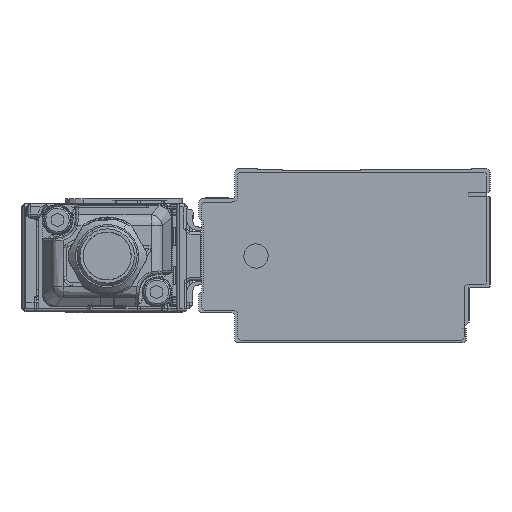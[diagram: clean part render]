
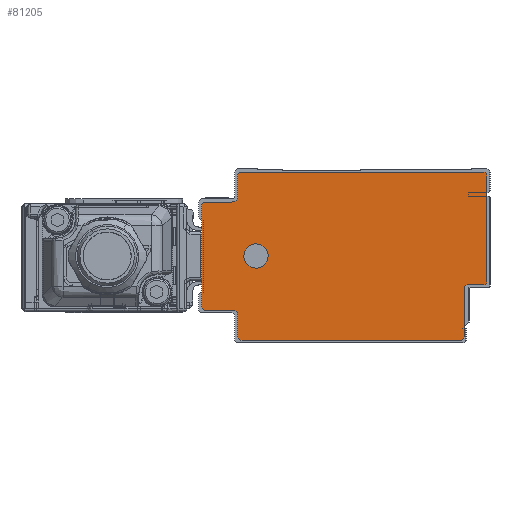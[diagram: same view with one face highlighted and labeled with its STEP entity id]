
A CAD part, left-side view. The second image highlights one B-rep face of the part: STEP entity #81205.
In plain terms, the highlighted planar face has unit normal (-1, 0, 0).
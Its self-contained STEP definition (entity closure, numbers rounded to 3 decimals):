
#78753=AXIS2_PLACEMENT_3D('Circle Axis2P3D',#78751,#78752,$) ;
#78791=AXIS2_PLACEMENT_3D('Circle Axis2P3D',#78789,#78790,$) ;
#78829=AXIS2_PLACEMENT_3D('Circle Axis2P3D',#78827,#78828,$) ;
#78867=AXIS2_PLACEMENT_3D('Circle Axis2P3D',#78865,#78866,$) ;
#81075=AXIS2_PLACEMENT_3D('Circle Axis2P3D',#81073,#81074,$) ;
#81095=AXIS2_PLACEMENT_3D('Plane Axis2P3D',#81092,#81093,#81094) ;
#81099=AXIS2_PLACEMENT_3D('Circle Axis2P3D',#81097,#81098,$) ;
#81113=AXIS2_PLACEMENT_3D('Circle Axis2P3D',#81111,#81112,$) ;
#81127=AXIS2_PLACEMENT_3D('Circle Axis2P3D',#81125,#81126,$) ;
#81141=AXIS2_PLACEMENT_3D('Circle Axis2P3D',#81139,#81140,$) ;
#81155=AXIS2_PLACEMENT_3D('Circle Axis2P3D',#81153,#81154,$) ;
#81189=AXIS2_PLACEMENT_3D('Circle Axis2P3D',#81187,#81188,$) ;
#81198=AXIS2_PLACEMENT_3D('Circle Axis2P3D',#81196,#81197,$) ;
#78709=CARTESIAN_POINT('Line Origine',(-2975.5,-3.5,19.1)) ;
#78713=CARTESIAN_POINT('Vertex',(-2975.5,-3.5,28.)) ;
#78715=CARTESIAN_POINT('Vertex',(-2975.5,-3.5,10.2)) ;
#78751=CARTESIAN_POINT('Axis2P3D Location',(-2975.5,-3.,28.)) ;
#78755=CARTESIAN_POINT('Vertex',(-2975.5,-3.,28.5)) ;
#78770=CARTESIAN_POINT('Line Origine',(-2975.5,17.25,28.5)) ;
#78774=CARTESIAN_POINT('Vertex',(-2975.5,37.5,28.5)) ;
#78789=CARTESIAN_POINT('Axis2P3D Location',(-2975.5,37.5,28.)) ;
#78793=CARTESIAN_POINT('Vertex',(-2975.5,38.,28.)) ;
#78808=CARTESIAN_POINT('Line Origine',(-2975.5,38.,26.25)) ;
#78812=CARTESIAN_POINT('Vertex',(-2975.5,38.,24.5)) ;
#78827=CARTESIAN_POINT('Axis2P3D Location',(-2975.5,39.,24.5)) ;
#78831=CARTESIAN_POINT('Vertex',(-2975.5,39.,23.5)) ;
#78846=CARTESIAN_POINT('Line Origine',(-2975.5,41.25,23.5)) ;
#78850=CARTESIAN_POINT('Vertex',(-2975.5,43.5,23.5)) ;
#78865=CARTESIAN_POINT('Axis2P3D Location',(-2975.5,43.5,23.)) ;
#78869=CARTESIAN_POINT('Vertex',(-2975.5,44.,23.)) ;
#78884=CARTESIAN_POINT('Line Origine',(-2975.5,44.,14.5)) ;
#78888=CARTESIAN_POINT('Vertex',(-2975.5,44.,6.)) ;
#81073=CARTESIAN_POINT('Axis2P3D Location',(-2975.5,-3.,10.2)) ;
#81077=CARTESIAN_POINT('Vertex',(-2975.5,-3.,9.7)) ;
#81092=CARTESIAN_POINT('Axis2P3D Location',(-2975.5,0.,0.)) ;
#81097=CARTESIAN_POINT('Axis2P3D Location',(-2975.5,43.5,6.)) ;
#81101=CARTESIAN_POINT('Vertex',(-2975.5,43.5,5.5)) ;
#81104=CARTESIAN_POINT('Line Origine',(-2975.5,41.25,5.5)) ;
#81108=CARTESIAN_POINT('Vertex',(-2975.5,39.,5.5)) ;
#81111=CARTESIAN_POINT('Axis2P3D Location',(-2975.5,39.,4.5)) ;
#81115=CARTESIAN_POINT('Vertex',(-2975.5,38.,4.5)) ;
#81118=CARTESIAN_POINT('Line Origine',(-2975.5,38.,2.75)) ;
#81122=CARTESIAN_POINT('Vertex',(-2975.5,38.,1.)) ;
#81125=CARTESIAN_POINT('Axis2P3D Location',(-2975.5,37.5,1.)) ;
#81129=CARTESIAN_POINT('Vertex',(-2975.5,37.5,0.5)) ;
#81132=CARTESIAN_POINT('Line Origine',(-2975.5,19.15,0.5)) ;
#81136=CARTESIAN_POINT('Vertex',(-2975.5,0.8,0.5)) ;
#81139=CARTESIAN_POINT('Axis2P3D Location',(-2975.5,0.8,1.)) ;
#81143=CARTESIAN_POINT('Vertex',(-2975.5,0.3,1.)) ;
#81146=CARTESIAN_POINT('Line Origine',(-2975.5,0.3,5.1)) ;
#81150=CARTESIAN_POINT('Vertex',(-2975.5,0.3,9.2)) ;
#81153=CARTESIAN_POINT('Axis2P3D Location',(-2975.5,-0.2,9.2)) ;
#81157=CARTESIAN_POINT('Vertex',(-2975.5,-0.2,9.7)) ;
#81160=CARTESIAN_POINT('Line Origine',(-2975.5,-1.6,9.7)) ;
#81187=CARTESIAN_POINT('Axis2P3D Location',(-2975.5,35.,14.5)) ;
#81191=CARTESIAN_POINT('Vertex',(-2975.5,33.186,13.509)) ;
#81193=CARTESIAN_POINT('Vertex',(-2975.5,36.814,15.491)) ;
#81196=CARTESIAN_POINT('Axis2P3D Location',(-2975.5,35.,14.5)) ;
#78710=DIRECTION('Vector Direction',(0.,0.,-1.)) ;
#78752=DIRECTION('Axis2P3D Direction',(1.,0.,0.)) ;
#78771=DIRECTION('Vector Direction',(0.,1.,0.)) ;
#78790=DIRECTION('Axis2P3D Direction',(1.,0.,0.)) ;
#78809=DIRECTION('Vector Direction',(0.,0.,1.)) ;
#78828=DIRECTION('Axis2P3D Direction',(1.,0.,0.)) ;
#78847=DIRECTION('Vector Direction',(0.,1.,0.)) ;
#78866=DIRECTION('Axis2P3D Direction',(1.,0.,0.)) ;
#78885=DIRECTION('Vector Direction',(0.,0.,1.)) ;
#81074=DIRECTION('Axis2P3D Direction',(1.,0.,0.)) ;
#81093=DIRECTION('Axis2P3D Direction',(1.,0.,0.)) ;
#81094=DIRECTION('Axis2P3D XDirection',(0.,1.,0.)) ;
#81098=DIRECTION('Axis2P3D Direction',(1.,0.,0.)) ;
#81105=DIRECTION('Vector Direction',(0.,-1.,0.)) ;
#81112=DIRECTION('Axis2P3D Direction',(1.,0.,0.)) ;
#81119=DIRECTION('Vector Direction',(0.,0.,1.)) ;
#81126=DIRECTION('Axis2P3D Direction',(1.,0.,0.)) ;
#81133=DIRECTION('Vector Direction',(0.,-1.,0.)) ;
#81140=DIRECTION('Axis2P3D Direction',(1.,0.,0.)) ;
#81147=DIRECTION('Vector Direction',(0.,0.,-1.)) ;
#81154=DIRECTION('Axis2P3D Direction',(1.,0.,0.)) ;
#81161=DIRECTION('Vector Direction',(0.,1.,0.)) ;
#81188=DIRECTION('Axis2P3D Direction',(1.,0.,0.)) ;
#81197=DIRECTION('Axis2P3D Direction',(1.,0.,0.)) ;
#78711=VECTOR('Line Direction',#78710,1.) ;
#78772=VECTOR('Line Direction',#78771,1.) ;
#78810=VECTOR('Line Direction',#78809,1.) ;
#78848=VECTOR('Line Direction',#78847,1.) ;
#78886=VECTOR('Line Direction',#78885,1.) ;
#81106=VECTOR('Line Direction',#81105,1.) ;
#81120=VECTOR('Line Direction',#81119,1.) ;
#81134=VECTOR('Line Direction',#81133,1.) ;
#81148=VECTOR('Line Direction',#81147,1.) ;
#81162=VECTOR('Line Direction',#81161,1.) ;
#81166=ORIENTED_EDGE('',*,*,#78776,.F.) ;
#81167=ORIENTED_EDGE('',*,*,#78795,.F.) ;
#81168=ORIENTED_EDGE('',*,*,#78814,.F.) ;
#81169=ORIENTED_EDGE('',*,*,#78833,.F.) ;
#81170=ORIENTED_EDGE('',*,*,#78852,.F.) ;
#81171=ORIENTED_EDGE('',*,*,#78871,.F.) ;
#81172=ORIENTED_EDGE('',*,*,#78890,.F.) ;
#81173=ORIENTED_EDGE('',*,*,#81103,.F.) ;
#81174=ORIENTED_EDGE('',*,*,#81110,.F.) ;
#81175=ORIENTED_EDGE('',*,*,#81117,.F.) ;
#81176=ORIENTED_EDGE('',*,*,#81124,.F.) ;
#81177=ORIENTED_EDGE('',*,*,#81131,.F.) ;
#81178=ORIENTED_EDGE('',*,*,#81138,.F.) ;
#81179=ORIENTED_EDGE('',*,*,#81145,.F.) ;
#81180=ORIENTED_EDGE('',*,*,#81152,.F.) ;
#81181=ORIENTED_EDGE('',*,*,#81159,.F.) ;
#81182=ORIENTED_EDGE('',*,*,#81164,.F.) ;
#81183=ORIENTED_EDGE('',*,*,#81079,.F.) ;
#81184=ORIENTED_EDGE('',*,*,#78717,.F.) ;
#81185=ORIENTED_EDGE('',*,*,#78757,.F.) ;
#81202=ORIENTED_EDGE('',*,*,#81195,.T.) ;
#81203=ORIENTED_EDGE('',*,*,#81200,.T.) ;
#81204=FACE_BOUND('',#81201,.T.) ;
#81205=ADVANCED_FACE('\X2\FF8EFF9EFF83FF9EFF68FF70\X0\.2',(#81186,#81204),#81096,.F.) ;
#78754=CIRCLE('generated circle',#78753,0.5) ;
#78792=CIRCLE('generated circle',#78791,0.5) ;
#78830=CIRCLE('generated circle',#78829,1.) ;
#78868=CIRCLE('generated circle',#78867,0.5) ;
#81076=CIRCLE('generated circle',#81075,0.5) ;
#81100=CIRCLE('generated circle',#81099,0.5) ;
#81114=CIRCLE('generated circle',#81113,1.) ;
#81128=CIRCLE('generated circle',#81127,0.5) ;
#81142=CIRCLE('generated circle',#81141,0.5) ;
#81156=CIRCLE('generated circle',#81155,0.5) ;
#81190=CIRCLE('generated circle',#81189,2.067) ;
#81199=CIRCLE('generated circle',#81198,2.067) ;
#78717=EDGE_CURVE('',#78714,#78716,#78712,.T.) ;
#78757=EDGE_CURVE('',#78756,#78714,#78754,.T.) ;
#78776=EDGE_CURVE('',#78775,#78756,#78773,.F.) ;
#78795=EDGE_CURVE('',#78794,#78775,#78792,.T.) ;
#78814=EDGE_CURVE('',#78813,#78794,#78811,.T.) ;
#78833=EDGE_CURVE('',#78832,#78813,#78830,.F.) ;
#78852=EDGE_CURVE('',#78851,#78832,#78849,.F.) ;
#78871=EDGE_CURVE('',#78870,#78851,#78868,.T.) ;
#78890=EDGE_CURVE('',#78889,#78870,#78887,.T.) ;
#81079=EDGE_CURVE('',#78716,#81078,#81076,.T.) ;
#81103=EDGE_CURVE('',#81102,#78889,#81100,.T.) ;
#81110=EDGE_CURVE('',#81109,#81102,#81107,.F.) ;
#81117=EDGE_CURVE('',#81116,#81109,#81114,.F.) ;
#81124=EDGE_CURVE('',#81123,#81116,#81121,.T.) ;
#81131=EDGE_CURVE('',#81130,#81123,#81128,.T.) ;
#81138=EDGE_CURVE('',#81137,#81130,#81135,.F.) ;
#81145=EDGE_CURVE('',#81144,#81137,#81142,.T.) ;
#81152=EDGE_CURVE('',#81151,#81144,#81149,.T.) ;
#81159=EDGE_CURVE('',#81158,#81151,#81156,.F.) ;
#81164=EDGE_CURVE('',#81078,#81158,#81163,.T.) ;
#81195=EDGE_CURVE('',#81192,#81194,#81190,.T.) ;
#81200=EDGE_CURVE('',#81194,#81192,#81199,.T.) ;
#81165=EDGE_LOOP('',(#81166,#81167,#81168,#81169,#81170,#81171,#81172,#81173,#81174,#81175,#81176,#81177,#81178,#81179,#81180,#81181,#81182,#81183,#81184,#81185)) ;
#81201=EDGE_LOOP('',(#81202,#81203)) ;
#81186=FACE_OUTER_BOUND('',#81165,.T.) ;
#78712=LINE('Line',#78709,#78711) ;
#78773=LINE('Line',#78770,#78772) ;
#78811=LINE('Line',#78808,#78810) ;
#78849=LINE('Line',#78846,#78848) ;
#78887=LINE('Line',#78884,#78886) ;
#81107=LINE('Line',#81104,#81106) ;
#81121=LINE('Line',#81118,#81120) ;
#81135=LINE('Line',#81132,#81134) ;
#81149=LINE('Line',#81146,#81148) ;
#81163=LINE('Line',#81160,#81162) ;
#81096=PLANE('Plane',#81095) ;
#78714=VERTEX_POINT('',#78713) ;
#78716=VERTEX_POINT('',#78715) ;
#78756=VERTEX_POINT('',#78755) ;
#78775=VERTEX_POINT('',#78774) ;
#78794=VERTEX_POINT('',#78793) ;
#78813=VERTEX_POINT('',#78812) ;
#78832=VERTEX_POINT('',#78831) ;
#78851=VERTEX_POINT('',#78850) ;
#78870=VERTEX_POINT('',#78869) ;
#78889=VERTEX_POINT('',#78888) ;
#81078=VERTEX_POINT('',#81077) ;
#81102=VERTEX_POINT('',#81101) ;
#81109=VERTEX_POINT('',#81108) ;
#81116=VERTEX_POINT('',#81115) ;
#81123=VERTEX_POINT('',#81122) ;
#81130=VERTEX_POINT('',#81129) ;
#81137=VERTEX_POINT('',#81136) ;
#81144=VERTEX_POINT('',#81143) ;
#81151=VERTEX_POINT('',#81150) ;
#81158=VERTEX_POINT('',#81157) ;
#81192=VERTEX_POINT('',#81191) ;
#81194=VERTEX_POINT('',#81193) ;
